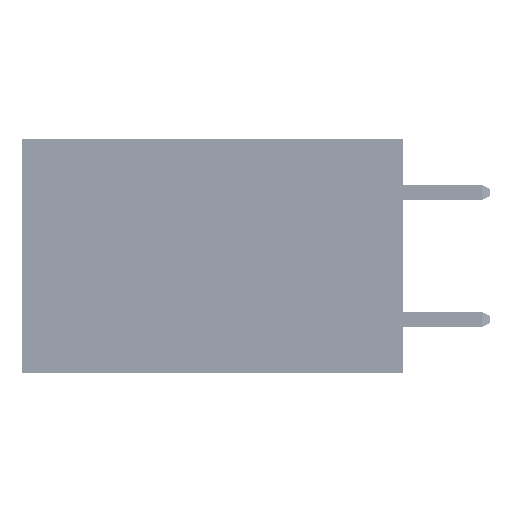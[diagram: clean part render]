
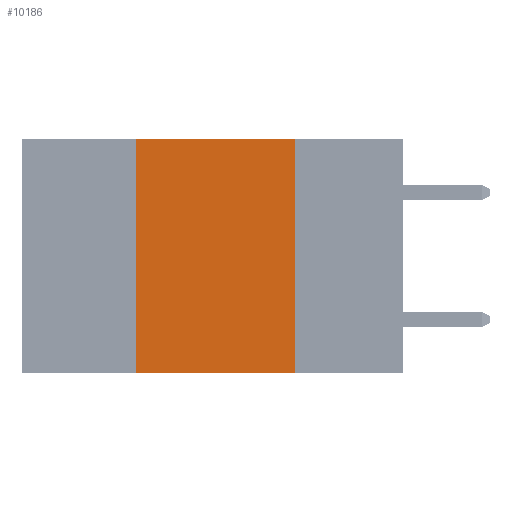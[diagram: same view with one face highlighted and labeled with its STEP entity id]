
A CAD part, left-side view. The second image highlights one B-rep face of the part: STEP entity #10186.
In plain terms, the highlighted planar face has unit normal (-1, 0, 0).
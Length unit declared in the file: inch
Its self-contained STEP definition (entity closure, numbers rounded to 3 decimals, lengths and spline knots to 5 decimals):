
#1569 = LINE ( 'NONE', #36277, #41962 ) ;
#2474 = ORIENTED_EDGE ( 'NONE', *, *, #6063, .F. ) ;
#2904 = AXIS2_PLACEMENT_3D ( 'NONE', #43136, #12053, #15692 ) ;
#6063 = EDGE_CURVE ( 'NONE', #42684, #11243, #13518, .T. ) ;
#6756 = ORIENTED_EDGE ( 'NONE', *, *, #25479, .F. ) ;
#8893 = DIRECTION ( 'NONE',  ( 0., 0., 1. ) ) ;
#10186 = ADVANCED_FACE ( 'NONE', ( #26610 ), #12321, .F. ) ;
#11146 = DIRECTION ( 'NONE',  ( 0., -1., 0. ) ) ;
#11243 = VERTEX_POINT ( 'NONE', #44636 ) ;
#12053 = DIRECTION ( 'NONE',  ( 1., 0., 0. ) ) ;
#12321 = PLANE ( 'NONE',  #2904 ) ;
#13518 = LINE ( 'NONE', #16649, #42444 ) ;
#15692 = DIRECTION ( 'NONE',  ( 0., 0., -1. ) ) ;
#16649 = CARTESIAN_POINT ( 'NONE',  ( 0., 0.42, 0. ) ) ;
#19944 = LINE ( 'NONE', #43761, #26916 ) ;
#21348 = ORIENTED_EDGE ( 'NONE', *, *, #21426, .F. ) ;
#21426 = EDGE_CURVE ( 'NONE', #50841, #46819, #48594, .T. ) ;
#24290 = CARTESIAN_POINT ( 'NONE',  ( 0., 0.17, 0. ) ) ;
#25384 = EDGE_LOOP ( 'NONE', ( #21348, #6756, #2474, #36572 ) ) ;
#25479 = EDGE_CURVE ( 'NONE', #11243, #50841, #19944, .T. ) ;
#26610 = FACE_OUTER_BOUND ( 'NONE', #25384, .T. ) ;
#26916 = VECTOR ( 'NONE', #11146, 39.37008 ) ;
#33323 = DIRECTION ( 'NONE',  ( 0., 0., -1. ) ) ;
#35011 = VECTOR ( 'NONE', #33323, 39.37008 ) ;
#36277 = CARTESIAN_POINT ( 'NONE',  ( 0., 0.6, -0.37 ) ) ;
#36572 = ORIENTED_EDGE ( 'NONE', *, *, #49524, .T. ) ;
#40388 = DIRECTION ( 'NONE',  ( 0., -1., 0. ) ) ;
#41962 = VECTOR ( 'NONE', #40388, 39.37008 ) ;
#42444 = VECTOR ( 'NONE', #8893, 39.37008 ) ;
#42684 = VERTEX_POINT ( 'NONE', #42862 ) ;
#42862 = CARTESIAN_POINT ( 'NONE',  ( 0., 0.42, -0.37 ) ) ;
#43136 = CARTESIAN_POINT ( 'NONE',  ( 0., 0.6, 0. ) ) ;
#43761 = CARTESIAN_POINT ( 'NONE',  ( 0., 0.6, 0. ) ) ;
#44029 = CARTESIAN_POINT ( 'NONE',  ( 0., 0.17, 0. ) ) ;
#44636 = CARTESIAN_POINT ( 'NONE',  ( 0., 0.42, 0. ) ) ;
#46216 = CARTESIAN_POINT ( 'NONE',  ( 0., 0.17, -0.37 ) ) ;
#46819 = VERTEX_POINT ( 'NONE', #46216 ) ;
#48594 = LINE ( 'NONE', #24290, #35011 ) ;
#49524 = EDGE_CURVE ( 'NONE', #42684, #46819, #1569, .T. ) ;
#50841 = VERTEX_POINT ( 'NONE', #44029 ) ;
